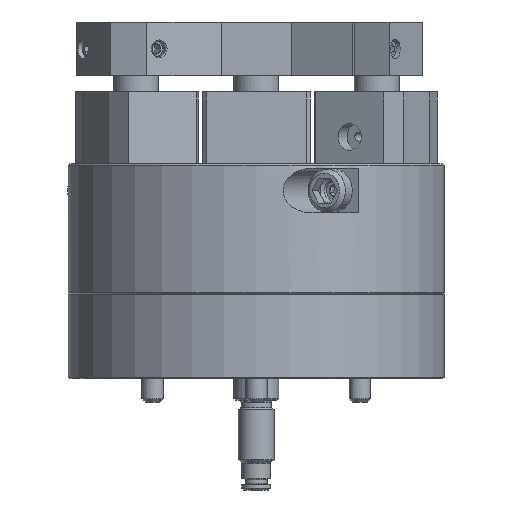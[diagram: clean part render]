
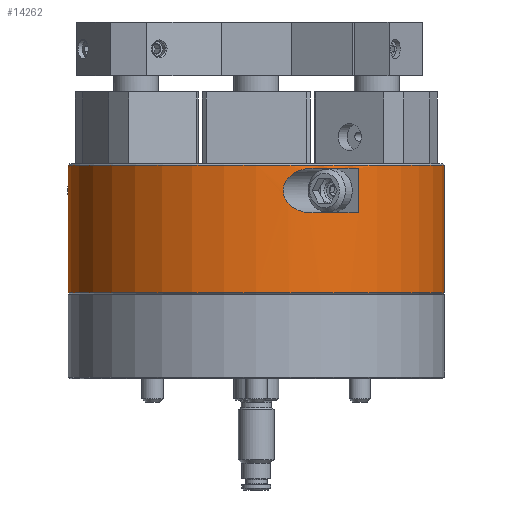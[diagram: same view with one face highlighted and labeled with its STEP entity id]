
A CAD part, front view. The second image highlights one B-rep face of the part: STEP entity #14262.
In plain terms, the highlighted cylindrical face has radius 105 mm (diameter 210 mm), a full revolution.
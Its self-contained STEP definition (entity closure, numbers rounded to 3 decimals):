
#92=LINE('',#22372,#932);
#97=LINE('',#22402,#937);
#102=LINE('',#22432,#942);
#932=VECTOR('',#17642,1000.);
#937=VECTOR('',#17661,1000.);
#942=VECTOR('',#17680,1000.);
#2515=CIRCLE('',#15703,105.);
#2516=CIRCLE('',#15705,105.);
#2518=CIRCLE('',#15710,105.);
#2519=CIRCLE('',#15712,105.);
#2521=CIRCLE('',#15717,105.);
#2522=CIRCLE('',#15719,105.);
#2545=CIRCLE('',#15760,105.);
#2554=CIRCLE('',#15773,105.);
#3632=ORIENTED_EDGE('',*,*,#6940,.F.);
#3633=ORIENTED_EDGE('',*,*,#6943,.F.);
#3634=ORIENTED_EDGE('',*,*,#6936,.F.);
#3635=ORIENTED_EDGE('',*,*,#6944,.F.);
#3636=ORIENTED_EDGE('',*,*,#6958,.F.);
#3637=ORIENTED_EDGE('',*,*,#6961,.F.);
#3638=ORIENTED_EDGE('',*,*,#6954,.F.);
#3639=ORIENTED_EDGE('',*,*,#6962,.F.);
#3640=ORIENTED_EDGE('',*,*,#6994,.T.);
#3641=ORIENTED_EDGE('',*,*,#6985,.T.);
#3642=ORIENTED_EDGE('',*,*,#6949,.F.);
#3643=ORIENTED_EDGE('',*,*,#6952,.F.);
#3644=ORIENTED_EDGE('',*,*,#6945,.F.);
#3645=ORIENTED_EDGE('',*,*,#6953,.F.);
#6936=EDGE_CURVE('',#8733,#8734,#92,.T.);
#6940=EDGE_CURVE('',#8737,#8738,#10125,.T.);
#6943=EDGE_CURVE('',#8734,#8737,#2515,.T.);
#6944=EDGE_CURVE('',#8738,#8733,#2516,.T.);
#6945=EDGE_CURVE('',#8739,#8740,#97,.T.);
#6949=EDGE_CURVE('',#8743,#8744,#10126,.T.);
#6952=EDGE_CURVE('',#8740,#8743,#2518,.T.);
#6953=EDGE_CURVE('',#8744,#8739,#2519,.T.);
#6954=EDGE_CURVE('',#8745,#8746,#102,.T.);
#6958=EDGE_CURVE('',#8749,#8750,#10127,.T.);
#6961=EDGE_CURVE('',#8746,#8749,#2521,.T.);
#6962=EDGE_CURVE('',#8750,#8745,#2522,.T.);
#6985=EDGE_CURVE('',#8779,#8779,#2545,.T.);
#6994=EDGE_CURVE('',#8788,#8788,#2554,.T.);
#8733=VERTEX_POINT('',#22373);
#8734=VERTEX_POINT('',#22374);
#8737=VERTEX_POINT('',#22393);
#8738=VERTEX_POINT('',#22394);
#8739=VERTEX_POINT('',#22403);
#8740=VERTEX_POINT('',#22404);
#8743=VERTEX_POINT('',#22423);
#8744=VERTEX_POINT('',#22424);
#8745=VERTEX_POINT('',#22433);
#8746=VERTEX_POINT('',#22434);
#8749=VERTEX_POINT('',#22453);
#8750=VERTEX_POINT('',#22454);
#8779=VERTEX_POINT('',#22530);
#8788=VERTEX_POINT('',#22552);
#10125=B_SPLINE_CURVE_WITH_KNOTS('',3,(#22381,#22382,#22383,#22384,#22385,
#22386,#22387,#22388,#22389,#22390,#22391,#22392),.UNSPECIFIED.,.F.,.F.,
(4,1,1,1,1,1,1,1,1,4),(0.,0.006,0.012,0.017,
0.023,0.026,0.029,0.035,
0.041,0.046),.UNSPECIFIED.);
#10126=B_SPLINE_CURVE_WITH_KNOTS('',3,(#22411,#22412,#22413,#22414,#22415,
#22416,#22417,#22418,#22419,#22420,#22421,#22422),.UNSPECIFIED.,.F.,.F.,
(4,1,1,1,1,1,1,1,1,4),(0.,0.006,0.012,
0.017,0.023,0.026,0.029,
0.035,0.041,0.046),.UNSPECIFIED.);
#10127=B_SPLINE_CURVE_WITH_KNOTS('',3,(#22441,#22442,#22443,#22444,#22445,
#22446,#22447,#22448,#22449,#22450,#22451,#22452),.UNSPECIFIED.,.F.,.F.,
(4,1,1,1,1,1,1,1,1,4),(0.,0.006,0.012,
0.017,0.023,0.026,0.029,
0.035,0.041,0.046),.UNSPECIFIED.);
#10426=EDGE_LOOP('',(#3632,#3633,#3634,#3635));
#10427=EDGE_LOOP('',(#3636,#3637,#3638,#3639));
#10428=EDGE_LOOP('',(#3640));
#10429=EDGE_LOOP('',(#3641));
#10430=EDGE_LOOP('',(#3642,#3643,#3644,#3645));
#12222=FACE_BOUND('',#10426,.T.);
#12223=FACE_BOUND('',#10427,.T.);
#12224=FACE_BOUND('',#10428,.T.);
#12225=FACE_BOUND('',#10429,.T.);
#12226=FACE_BOUND('',#10430,.T.);
#13886=CYLINDRICAL_SURFACE('',#15889,105.);
#14262=ADVANCED_FACE('',(#12222,#12223,#12224,#12225,#12226),#13886,.T.);
#15703=AXIS2_PLACEMENT_3D('',#22398,#17653,#17654);
#15705=AXIS2_PLACEMENT_3D('',#22400,#17657,#17658);
#15710=AXIS2_PLACEMENT_3D('',#22428,#17672,#17673);
#15712=AXIS2_PLACEMENT_3D('',#22430,#17676,#17677);
#15717=AXIS2_PLACEMENT_3D('',#22458,#17691,#17692);
#15719=AXIS2_PLACEMENT_3D('',#22460,#17695,#17696);
#15760=AXIS2_PLACEMENT_3D('',#22529,#17777,#17778);
#15773=AXIS2_PLACEMENT_3D('',#22551,#17803,#17804);
#15889=AXIS2_PLACEMENT_3D('',#22782,#18065,#18066);
#17642=DIRECTION('',(0.,0.,1.));
#17653=DIRECTION('',(0.,0.,-1.));
#17654=DIRECTION('',(-1.,0.,0.));
#17657=DIRECTION('',(0.,0.,1.));
#17658=DIRECTION('',(1.,0.,0.));
#17661=DIRECTION('',(0.,0.,1.));
#17672=DIRECTION('',(0.,0.,-1.));
#17673=DIRECTION('',(-1.,0.,0.));
#17676=DIRECTION('',(0.,0.,1.));
#17677=DIRECTION('',(1.,0.,0.));
#17680=DIRECTION('',(0.,0.,1.));
#17691=DIRECTION('',(0.,0.,-1.));
#17692=DIRECTION('',(-1.,0.,0.));
#17695=DIRECTION('',(0.,0.,1.));
#17696=DIRECTION('',(1.,0.,0.));
#17777=DIRECTION('',(0.,0.,-1.));
#17778=DIRECTION('',(-1.,0.,0.));
#17803=DIRECTION('',(0.,0.,1.));
#17804=DIRECTION('',(1.,0.,0.));
#18065=DIRECTION('',(0.,0.,-1.));
#18066=DIRECTION('',(-1.,0.,0.));
#22372=CARTESIAN_POINT('',(56.875,-88.262,0.));
#22373=CARTESIAN_POINT('',(56.875,-88.262,45.5));
#22374=CARTESIAN_POINT('',(56.875,-88.262,70.5));
#22381=CARTESIAN_POINT('',(31.695,-100.102,70.5));
#22382=CARTESIAN_POINT('',(29.823,-100.695,70.5));
#22383=CARTESIAN_POINT('',(26.113,-101.755,70.093));
#22384=CARTESIAN_POINT('',(20.701,-102.983,67.947));
#22385=CARTESIAN_POINT('',(16.305,-103.743,63.878));
#22386=CARTESIAN_POINT('',(14.764,-103.956,59.025));
#22387=CARTESIAN_POINT('',(15.347,-103.874,55.089));
#22388=CARTESIAN_POINT('',(17.01,-103.622,51.491));
#22389=CARTESIAN_POINT('',(20.665,-102.989,48.073));
#22390=CARTESIAN_POINT('',(26.052,-101.771,45.919));
#22391=CARTESIAN_POINT('',(29.819,-100.696,45.5));
#22392=CARTESIAN_POINT('',(31.695,-100.102,45.5));
#22393=CARTESIAN_POINT('',(31.695,-100.102,70.5));
#22394=CARTESIAN_POINT('',(31.695,-100.102,45.5));
#22398=CARTESIAN_POINT('',(0.,0.,70.5));
#22400=CARTESIAN_POINT('',(0.,0.,45.5));
#22402=CARTESIAN_POINT('',(-104.875,-5.124,0.));
#22403=CARTESIAN_POINT('',(-104.875,-5.124,45.5));
#22404=CARTESIAN_POINT('',(-104.875,-5.124,70.5));
#22411=CARTESIAN_POINT('',(-102.539,22.602,70.5));
#22412=CARTESIAN_POINT('',(-102.116,24.52,70.5));
#22413=CARTESIAN_POINT('',(-101.179,28.263,70.093));
#22414=CARTESIAN_POINT('',(-99.536,33.564,67.947));
#22415=CARTESIAN_POINT('',(-97.996,37.751,63.878));
#22416=CARTESIAN_POINT('',(-97.41,39.192,59.025));
#22417=CARTESIAN_POINT('',(-97.63,38.646,55.089));
#22418=CARTESIAN_POINT('',(-98.244,37.08,51.491));
#22419=CARTESIAN_POINT('',(-99.524,33.598,48.073));
#22420=CARTESIAN_POINT('',(-101.163,28.324,45.919));
#22421=CARTESIAN_POINT('',(-102.115,24.524,45.5));
#22422=CARTESIAN_POINT('',(-102.539,22.602,45.5));
#22423=CARTESIAN_POINT('',(-102.539,22.602,70.5));
#22424=CARTESIAN_POINT('',(-102.539,22.602,45.5));
#22428=CARTESIAN_POINT('',(0.,0.,70.5));
#22430=CARTESIAN_POINT('',(0.,0.,45.5));
#22432=CARTESIAN_POINT('',(48.,93.386,0.));
#22433=CARTESIAN_POINT('',(48.,93.386,45.5));
#22434=CARTESIAN_POINT('',(48.,93.386,70.5));
#22441=CARTESIAN_POINT('',(70.843,77.5,70.5));
#22442=CARTESIAN_POINT('',(72.293,76.175,70.5));
#22443=CARTESIAN_POINT('',(75.066,73.492,70.093));
#22444=CARTESIAN_POINT('',(78.835,69.419,67.947));
#22445=CARTESIAN_POINT('',(81.691,65.992,63.878));
#22446=CARTESIAN_POINT('',(82.647,64.764,59.025));
#22447=CARTESIAN_POINT('',(82.284,65.227,55.089));
#22448=CARTESIAN_POINT('',(81.234,66.542,51.491));
#22449=CARTESIAN_POINT('',(78.859,69.391,48.073));
#22450=CARTESIAN_POINT('',(75.111,73.447,45.919));
#22451=CARTESIAN_POINT('',(72.296,76.172,45.5));
#22452=CARTESIAN_POINT('',(70.843,77.5,45.5));
#22453=CARTESIAN_POINT('',(70.843,77.5,70.5));
#22454=CARTESIAN_POINT('',(70.843,77.5,45.5));
#22458=CARTESIAN_POINT('',(0.,0.,70.5));
#22460=CARTESIAN_POINT('',(0.,0.,45.5));
#22529=CARTESIAN_POINT('',(0.,0.,72.));
#22530=CARTESIAN_POINT('',(-105.,0.,72.));
#22551=CARTESIAN_POINT('',(0.,0.,1.));
#22552=CARTESIAN_POINT('',(105.,0.,1.));
#22782=CARTESIAN_POINT('',(0.,0.,0.));
